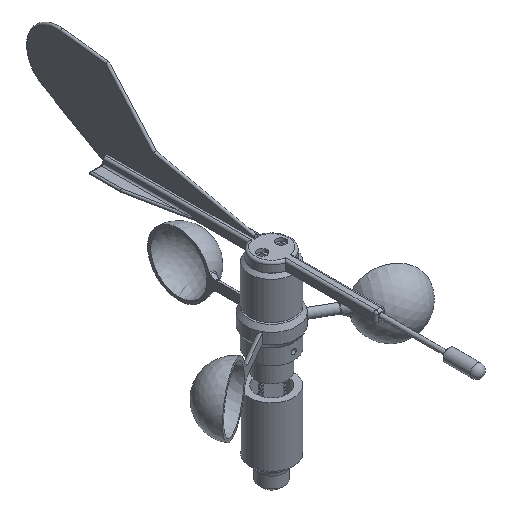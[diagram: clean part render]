
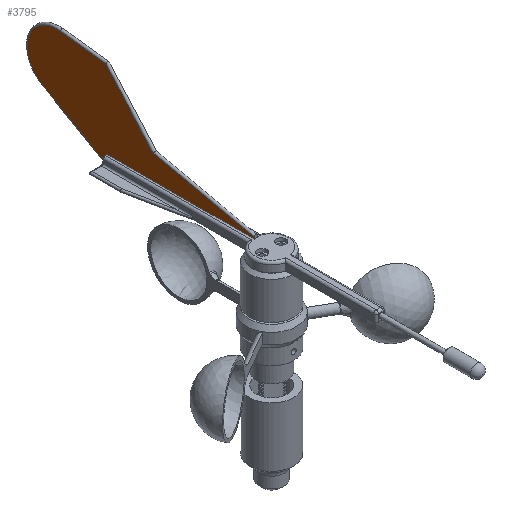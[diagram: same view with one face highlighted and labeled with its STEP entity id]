
A CAD part, isometric view. The second image highlights one B-rep face of the part: STEP entity #3795.
In plain terms, the highlighted face is planar.
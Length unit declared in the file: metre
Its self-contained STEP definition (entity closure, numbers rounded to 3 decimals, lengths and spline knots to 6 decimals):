
#3795 = ADVANCED_FACE( '', ( #5311 ), #5312, .F. );
#5311 = FACE_OUTER_BOUND( '', #8688, .T. );
#5312 = PLANE( '', #8689 );
#8688 = EDGE_LOOP( '', ( #10757, #10758, #10759, #10760, #10761, #10762, #10763, #10764, #10765, #10766, #10767, #10768 ) );
#8689 = AXIS2_PLACEMENT_3D( '', #10769, #10770, #10771 );
#10757 = ORIENTED_EDGE( '', *, *, #13108, .T. );
#10758 = ORIENTED_EDGE( '', *, *, #13143, .T. );
#10759 = ORIENTED_EDGE( '', *, *, #13142, .T. );
#10760 = ORIENTED_EDGE( '', *, *, #13139, .T. );
#10761 = ORIENTED_EDGE( '', *, *, #13136, .T. );
#10762 = ORIENTED_EDGE( '', *, *, #13132, .T. );
#10763 = ORIENTED_EDGE( '', *, *, #13129, .T. );
#10764 = ORIENTED_EDGE( '', *, *, #13134, .T. );
#10765 = ORIENTED_EDGE( '', *, *, #13140, .T. );
#10766 = ORIENTED_EDGE( '', *, *, #13122, .T. );
#10767 = ORIENTED_EDGE( '', *, *, #13127, .T. );
#10768 = ORIENTED_EDGE( '', *, *, #13125, .F. );
#10769 = CARTESIAN_POINT( '', ( 0.060622, 0., 0.029933 ) );
#10770 = DIRECTION( '', ( 0., -1., 0. ) );
#10771 = DIRECTION( '', ( 1., 0., 0. ) );
#13108 = EDGE_CURVE( '', #16166, #16164, #16167, .T. );
#13122 = EDGE_CURVE( '', #16192, #16193, #16194, .T. );
#13125 = EDGE_CURVE( '', #16166, #16197, #16198, .T. );
#13127 = EDGE_CURVE( '', #16193, #16197, #16200, .T. );
#13129 = EDGE_CURVE( '', #16203, #16201, #16204, .T. );
#13132 = EDGE_CURVE( '', #16206, #16203, #16208, .F. );
#13134 = EDGE_CURVE( '', #16201, #16209, #16211, .T. );
#13136 = EDGE_CURVE( '', #16212, #16206, #16214, .F. );
#13139 = EDGE_CURVE( '', #16216, #16212, #16218, .T. );
#13140 = EDGE_CURVE( '', #16209, #16192, #16219, .T. );
#13142 = EDGE_CURVE( '', #16220, #16216, #16222, .T. );
#13143 = EDGE_CURVE( '', #16164, #16220, #16223, .T. );
#16164 = VERTEX_POINT( '', #17794 );
#16166 = VERTEX_POINT( '', #17796 );
#16167 = LINE( '', #17797, #17798 );
#16192 = VERTEX_POINT( '', #17835 );
#16193 = VERTEX_POINT( '', #17836 );
#16194 = LINE( '', #17837, #17838 );
#16197 = VERTEX_POINT( '', #17842 );
#16198 = LINE( '', #17843, #17844 );
#16200 = LINE( '', #17847, #17848 );
#16201 = VERTEX_POINT( '', #17849 );
#16203 = VERTEX_POINT( '', #17851 );
#16204 = LINE( '', #17852, #17853 );
#16206 = VERTEX_POINT( '', #17855 );
#16208 = LINE( '', #17857, #17858 );
#16209 = VERTEX_POINT( '', #17859 );
#16211 = LINE( '', #17861, #17862 );
#16212 = VERTEX_POINT( '', #17863 );
#16214 = CIRCLE( '', #17865, 0.019 );
#16216 = VERTEX_POINT( '', #17867 );
#16218 = LINE( '', #17869, #17870 );
#16219 = LINE( '', #17871, #17872 );
#16220 = VERTEX_POINT( '', #17873 );
#16222 = LINE( '', #17875, #17876 );
#16223 = LINE( '', #17877, #17878 );
#17794 = CARTESIAN_POINT( '', ( -0.05, 0., 0.004976 ) );
#17796 = CARTESIAN_POINT( '', ( -0.05, 0., 0. ) );
#17797 = CARTESIAN_POINT( '', ( -0.05, 0., 0.003 ) );
#17798 = VECTOR( '', #18516, 1. );
#17835 = CARTESIAN_POINT( '', ( 0.004635, 0., -0.0022 ) );
#17836 = CARTESIAN_POINT( '', ( 0.03, 0., -0.0022 ) );
#17837 = CARTESIAN_POINT( '', ( 0.016817, 0., -0.0022 ) );
#17838 = VECTOR( '', #18532, 1. );
#17842 = CARTESIAN_POINT( '', ( 0.03, 0., 0. ) );
#17843 = CARTESIAN_POINT( '', ( 0.015, 0., 0. ) );
#17844 = VECTOR( '', #18537, 1. );
#17847 = CARTESIAN_POINT( '', ( 0.03, 0., -0.0011 ) );
#17848 = VECTOR( '', #18539, 1. );
#17849 = CARTESIAN_POINT( '', ( 0.031023, 0., -0.009086 ) );
#17851 = CARTESIAN_POINT( '', ( 0.049513, 0., 0.000873 ) );
#17852 = CARTESIAN_POINT( '', ( 0.070256, 0., 0.012046 ) );
#17853 = VECTOR( '', #18543, 1. );
#17855 = CARTESIAN_POINT( '', ( 0.086019, 0., 0.02195 ) );
#17857 = CARTESIAN_POINT( '', ( 0.070428, 0., 0.012949 ) );
#17858 = VECTOR( '', #18550, 1. );
#17859 = CARTESIAN_POINT( '', ( 0.004635, 0., -0.004062 ) );
#17861 = CARTESIAN_POINT( '', ( 0.003822, 0., -0.003907 ) );
#17862 = VECTOR( '', #18554, 1. );
#17863 = CARTESIAN_POINT( '', ( 0.074239, 0., 0.057268 ) );
#17865 = AXIS2_PLACEMENT_3D( '', #18558, #18559, #18560 );
#17867 = CARTESIAN_POINT( '', ( 0.045293, 0., 0.053769 ) );
#17869 = CARTESIAN_POINT( '', ( 0.074239, 0., 0.057268 ) );
#17870 = VECTOR( '', #18567, 1. );
#17871 = CARTESIAN_POINT( '', ( 0.004635, 0., -0.0022 ) );
#17872 = VECTOR( '', #18568, 1. );
#17873 = CARTESIAN_POINT( '', ( 0.014798, 0., 0.019244 ) );
#17875 = CARTESIAN_POINT( '', ( 0.045545, 0., 0.054054 ) );
#17876 = VECTOR( '', #18572, 1. );
#17877 = CARTESIAN_POINT( '', ( 0.01448, 0., 0.019174 ) );
#17878 = VECTOR( '', #18573, 1. );
#18516 = DIRECTION( '', ( 0., 0., 1. ) );
#18532 = DIRECTION( '', ( 1., 0., 0. ) );
#18537 = DIRECTION( '', ( 1., 0., 0. ) );
#18539 = DIRECTION( '', ( 0., 0., 1. ) );
#18543 = DIRECTION( '', ( -0.88, 0., -0.474 ) );
#18550 = DIRECTION( '', ( 0.866, 0., 0.5 ) );
#18554 = DIRECTION( '', ( -0.982, 0., 0.187 ) );
#18558 = CARTESIAN_POINT( '', ( 0.076519, 0., 0.038405 ) );
#18559 = DIRECTION( '', ( 0., -1., 0. ) );
#18560 = DIRECTION( '', ( 0., 0., -1. ) );
#18567 = DIRECTION( '', ( 0.993, 0., 0.12 ) );
#18568 = DIRECTION( '', ( 0., 0., 1. ) );
#18572 = DIRECTION( '', ( 0.662, 0., 0.749 ) );
#18573 = DIRECTION( '', ( 0.977, 0., 0.215 ) );
